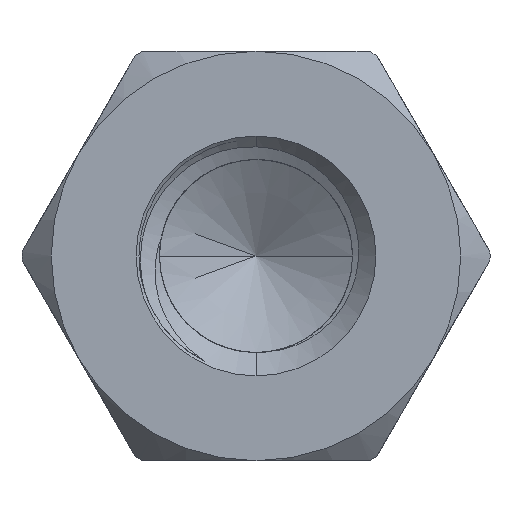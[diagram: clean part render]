
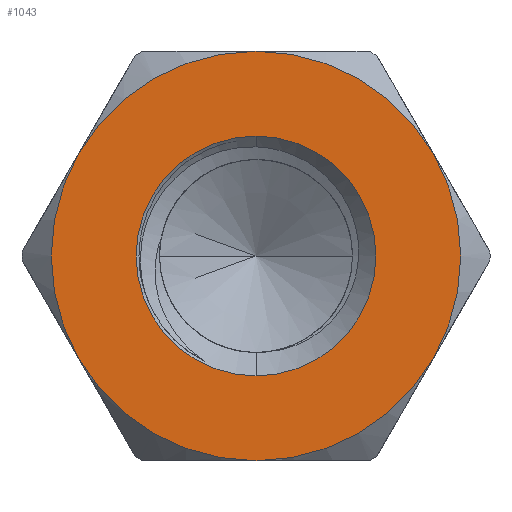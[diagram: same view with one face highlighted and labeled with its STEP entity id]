
A CAD part, front view. The second image highlights one B-rep face of the part: STEP entity #1043.
In plain terms, the highlighted planar face has unit normal (0, -1, 0).
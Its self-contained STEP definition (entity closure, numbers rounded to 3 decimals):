
#19 = CIRCLE ( 'NONE', #4519, 3.5 ) ;
#495 = VERTEX_POINT ( 'NONE', #8684 ) ;
#587 = DIRECTION ( 'NONE',  ( 0., 0., -1. ) ) ;
#628 = CIRCLE ( 'NONE', #1983, 3.5 ) ;
#774 = FACE_OUTER_BOUND ( 'NONE', #9147, .T. ) ;
#895 = CIRCLE ( 'NONE', #10110, 3.5 ) ;
#900 = DIRECTION ( 'NONE',  ( 0., 0., 1. ) ) ;
#910 = DIRECTION ( 'NONE',  ( 0., 0., 1. ) ) ;
#1043 = ADVANCED_FACE ( 'NONE', ( #4059, #774 ), #1493, .F. ) ;
#1056 = AXIS2_PLACEMENT_3D ( 'NONE', #5431, #5476, #6301 ) ;
#1094 = DIRECTION ( 'NONE',  ( 0., -1., 0. ) ) ;
#1096 = VERTEX_POINT ( 'NONE', #2319 ) ;
#1166 = AXIS2_PLACEMENT_3D ( 'NONE', #10506, #8871, #4935 ) ;
#1333 = AXIS2_PLACEMENT_3D ( 'NONE', #3815, #10322, #587 ) ;
#1452 = EDGE_CURVE ( 'NONE', #495, #1096, #19, .T. ) ;
#1493 = PLANE ( 'NONE',  #1056 ) ;
#1684 = DIRECTION ( 'NONE',  ( 0., -1., 0. ) ) ;
#1691 = DIRECTION ( 'NONE',  ( 0., -1., 0. ) ) ;
#1723 = CARTESIAN_POINT ( 'NONE',  ( 0., 0., 0. ) ) ;
#1898 = VERTEX_POINT ( 'NONE', #6560 ) ;
#1964 = EDGE_CURVE ( 'NONE', #1898, #4880, #2944, .T. ) ;
#1983 = AXIS2_PLACEMENT_3D ( 'NONE', #6544, #1684, #900 ) ;
#2068 = ORIENTED_EDGE ( 'NONE', *, *, #4167, .T. ) ;
#2286 = VERTEX_POINT ( 'NONE', #2315 ) ;
#2315 = CARTESIAN_POINT ( 'NONE',  ( 0., 0., -2.05 ) ) ;
#2319 = CARTESIAN_POINT ( 'NONE',  ( 0., 0., -3.5 ) ) ;
#2449 = DIRECTION ( 'NONE',  ( 0., 0., 1. ) ) ;
#2798 = CARTESIAN_POINT ( 'NONE',  ( 0., 0., 0. ) ) ;
#2944 = CIRCLE ( 'NONE', #10459, 3.5 ) ;
#3047 = AXIS2_PLACEMENT_3D ( 'NONE', #6719, #7621, #4246 ) ;
#3180 = EDGE_LOOP ( 'NONE', ( #7141, #9495 ) ) ;
#3301 = CARTESIAN_POINT ( 'NONE',  ( 0., 0., 3.5 ) ) ;
#3437 = DIRECTION ( 'NONE',  ( 0., 0., 1. ) ) ;
#3774 = CIRCLE ( 'NONE', #5235, 3.5 ) ;
#3815 = CARTESIAN_POINT ( 'NONE',  ( 0., 0., 0. ) ) ;
#4059 = FACE_BOUND ( 'NONE', #3180, .T. ) ;
#4167 = EDGE_CURVE ( 'NONE', #7245, #495, #628, .T. ) ;
#4229 = EDGE_CURVE ( 'NONE', #5043, #7245, #10158, .T. ) ;
#4246 = DIRECTION ( 'NONE',  ( 0., 0., 1. ) ) ;
#4519 = AXIS2_PLACEMENT_3D ( 'NONE', #6715, #5869, #3437 ) ;
#4802 = CIRCLE ( 'NONE', #1166, 2.05 ) ;
#4880 = VERTEX_POINT ( 'NONE', #5182 ) ;
#4890 = ORIENTED_EDGE ( 'NONE', *, *, #9986, .T. ) ;
#4935 = DIRECTION ( 'NONE',  ( 0., 0., -1. ) ) ;
#5043 = VERTEX_POINT ( 'NONE', #3301 ) ;
#5137 = EDGE_CURVE ( 'NONE', #2286, #10120, #4802, .T. ) ;
#5182 = CARTESIAN_POINT ( 'NONE',  ( 3.031, 0., 1.75 ) ) ;
#5235 = AXIS2_PLACEMENT_3D ( 'NONE', #2798, #1094, #9328 ) ;
#5392 = ORIENTED_EDGE ( 'NONE', *, *, #1452, .T. ) ;
#5431 = CARTESIAN_POINT ( 'NONE',  ( 0., 0., 0. ) ) ;
#5476 = DIRECTION ( 'NONE',  ( 0., 1., 0. ) ) ;
#5493 = EDGE_CURVE ( 'NONE', #1096, #1898, #3774, .T. ) ;
#5752 = ORIENTED_EDGE ( 'NONE', *, *, #5493, .T. ) ;
#5869 = DIRECTION ( 'NONE',  ( 0., -1., 0. ) ) ;
#6301 = DIRECTION ( 'NONE',  ( 0., 0., 1. ) ) ;
#6544 = CARTESIAN_POINT ( 'NONE',  ( 0., 0., 0. ) ) ;
#6560 = CARTESIAN_POINT ( 'NONE',  ( 3.031, 0., -1.75 ) ) ;
#6715 = CARTESIAN_POINT ( 'NONE',  ( 0., 0., 0. ) ) ;
#6719 = CARTESIAN_POINT ( 'NONE',  ( 0., 0., 0. ) ) ;
#7141 = ORIENTED_EDGE ( 'NONE', *, *, #5137, .F. ) ;
#7245 = VERTEX_POINT ( 'NONE', #9154 ) ;
#7534 = EDGE_CURVE ( 'NONE', #10120, #2286, #10488, .T. ) ;
#7621 = DIRECTION ( 'NONE',  ( 0., -1., 0. ) ) ;
#8360 = ORIENTED_EDGE ( 'NONE', *, *, #4229, .T. ) ;
#8684 = CARTESIAN_POINT ( 'NONE',  ( -3.031, 0., -1.75 ) ) ;
#8871 = DIRECTION ( 'NONE',  ( 0., -1., 0. ) ) ;
#9147 = EDGE_LOOP ( 'NONE', ( #4890, #8360, #2068, #5392, #5752, #9783 ) ) ;
#9154 = CARTESIAN_POINT ( 'NONE',  ( -3.031, 0., 1.75 ) ) ;
#9328 = DIRECTION ( 'NONE',  ( 0., 0., -1. ) ) ;
#9495 = ORIENTED_EDGE ( 'NONE', *, *, #7534, .F. ) ;
#9705 = CARTESIAN_POINT ( 'NONE',  ( 0., 0., 0. ) ) ;
#9783 = ORIENTED_EDGE ( 'NONE', *, *, #1964, .T. ) ;
#9787 = DIRECTION ( 'NONE',  ( 0., -1., 0. ) ) ;
#9986 = EDGE_CURVE ( 'NONE', #4880, #5043, #895, .T. ) ;
#10110 = AXIS2_PLACEMENT_3D ( 'NONE', #1723, #1691, #910 ) ;
#10120 = VERTEX_POINT ( 'NONE', #10524 ) ;
#10158 = CIRCLE ( 'NONE', #3047, 3.5 ) ;
#10322 = DIRECTION ( 'NONE',  ( 0., -1., 0. ) ) ;
#10459 = AXIS2_PLACEMENT_3D ( 'NONE', #9705, #9787, #2449 ) ;
#10488 = CIRCLE ( 'NONE', #1333, 2.05 ) ;
#10506 = CARTESIAN_POINT ( 'NONE',  ( 0., 0., 0. ) ) ;
#10524 = CARTESIAN_POINT ( 'NONE',  ( 0., 0., 2.05 ) ) ;
